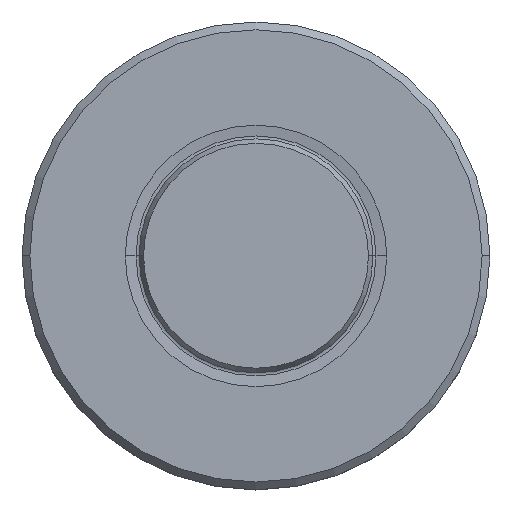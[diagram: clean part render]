
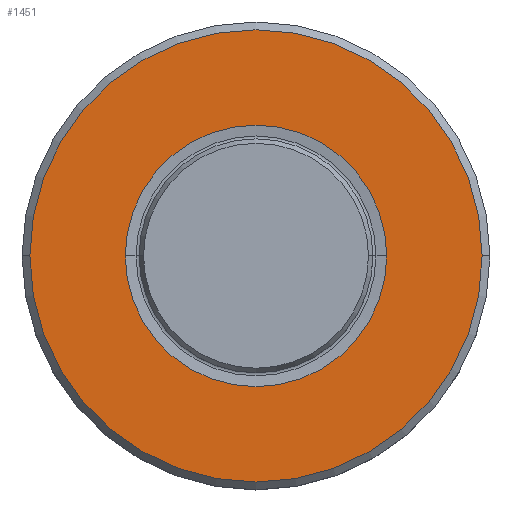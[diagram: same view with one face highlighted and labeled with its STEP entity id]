
A CAD part, top view. The second image highlights one B-rep face of the part: STEP entity #1451.
In plain terms, the highlighted planar face has unit normal (0, 0, 1).
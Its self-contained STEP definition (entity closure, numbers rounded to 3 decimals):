
#252=CARTESIAN_POINT('',(0.,0.,0.));
#253=DIRECTION('',(0.,0.,1.));
#254=DIRECTION('',(-1.,0.,0.));
#255=AXIS2_PLACEMENT_3D('',#252,#253,#254);
#260=CARTESIAN_POINT('',(0.,0.,0.));
#261=DIRECTION('',(0.,0.,-1.));
#262=DIRECTION('',(-1.,0.,0.));
#263=AXIS2_PLACEMENT_3D('',#260,#261,#262);
#268=CARTESIAN_POINT('',(0.,0.,0.));
#269=DIRECTION('',(0.,0.,-1.));
#270=DIRECTION('',(-1.,0.,0.));
#271=AXIS2_PLACEMENT_3D('',#268,#269,#270);
#283=CARTESIAN_POINT('',(0.,0.,0.));
#284=DIRECTION('',(0.,0.,1.));
#285=DIRECTION('',(-1.,0.,0.));
#286=AXIS2_PLACEMENT_3D('',#283,#284,#285);
#1174=CARTESIAN_POINT('',(-29.,0.,0.));
#1176=VERTEX_POINT('',#1174);
#1186=CARTESIAN_POINT('',(29.,0.,0.));
#1188=VERTEX_POINT('',#1186);
#1200=CARTESIAN_POINT('',(-16.765,0.,0.));
#1201=VERTEX_POINT('',#1200);
#1210=CARTESIAN_POINT('',(16.765,0.,0.));
#1211=VERTEX_POINT('',#1210);
#1436=CARTESIAN_POINT('',(0.,0.,0.));
#1437=DIRECTION('',(0.,0.,-1.));
#1438=DIRECTION('',(-1.,0.,0.));
#1439=AXIS2_PLACEMENT_3D('',#1436,#1437,#1438);
#1440=PLANE('',#1439);
#1442=ORIENTED_EDGE('',*,*,#1441,.T.);
#1444=ORIENTED_EDGE('',*,*,#1443,.F.);
#1445=EDGE_LOOP('',(#1442,#1444));
#1446=FACE_OUTER_BOUND('',#1445,.F.);
#1447=ORIENTED_EDGE('',*,*,#1418,.T.);
#1448=ORIENTED_EDGE('',*,*,#1429,.F.);
#1449=EDGE_LOOP('',(#1447,#1448));
#1450=FACE_BOUND('',#1449,.F.);
#1451=ADVANCED_FACE('',(#1446,#1450),#1440,.F.);
#256=CIRCLE('',#255,16.765);
#264=CIRCLE('',#263,16.765);
#272=CIRCLE('',#271,29.);
#287=CIRCLE('',#286,29.);
#1418=EDGE_CURVE('',#1201,#1211,#256,.T.);
#1429=EDGE_CURVE('',#1201,#1211,#264,.T.);
#1441=EDGE_CURVE('',#1176,#1188,#272,.T.);
#1443=EDGE_CURVE('',#1176,#1188,#287,.T.);
